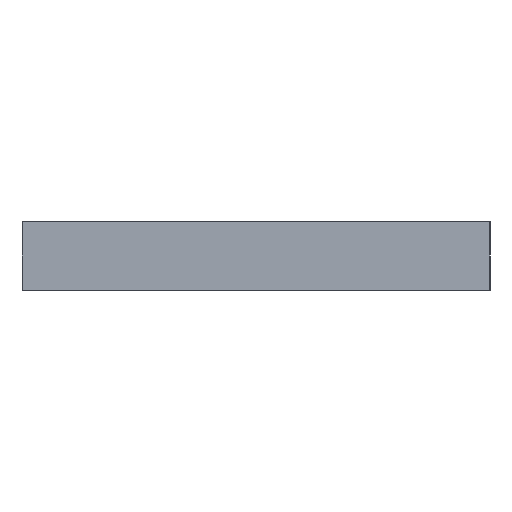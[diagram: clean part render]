
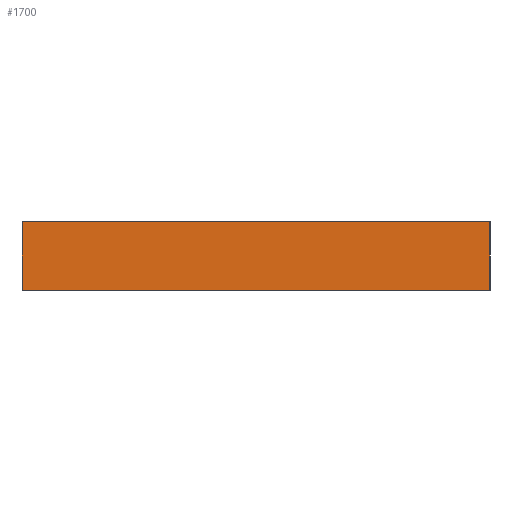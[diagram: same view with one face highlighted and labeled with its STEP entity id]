
A CAD part, left-side view. The second image highlights one B-rep face of the part: STEP entity #1700.
In plain terms, the highlighted planar face has unit normal (-1, 0, 0).
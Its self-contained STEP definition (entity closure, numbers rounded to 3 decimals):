
#120=CARTESIAN_POINT('',(-41.05,-18.55,-5.2));
#130=VERTEX_POINT('',#120);
#280=CARTESIAN_POINT('',(-41.05,18.55,-5.2));
#290=VERTEX_POINT('',#280);
#320=CARTESIAN_POINT('',(-41.05,-18.55,-5.2));
#330=DIRECTION('',(0.,1.,0.));
#340=VECTOR('',#330,1.);
#350=LINE('',#320,#340);
#360=EDGE_CURVE('',#130,#290,#350,.T.);
#860=CARTESIAN_POINT('',(-41.05,-18.55,0.2));
#870=VERTEX_POINT('',#860);
#970=CARTESIAN_POINT('',(-41.05,-18.55,0.));
#980=DIRECTION('',(0.,0.,-1.));
#990=VECTOR('',#980,1.);
#1000=LINE('',#970,#990);
#1010=EDGE_CURVE('',#870,#130,#1000,.T.);
#1390=CARTESIAN_POINT('',(-41.05,18.55,0.2));
#1400=VERTEX_POINT('',#1390);
#1430=CARTESIAN_POINT('',(-41.05,18.55,0.));
#1440=DIRECTION('',(0.,0.,-1.));
#1450=VECTOR('',#1440,1.);
#1460=LINE('',#1430,#1450);
#1470=EDGE_CURVE('',#1400,#290,#1460,.T.);
#1540=CARTESIAN_POINT('',(-41.05,-18.55,0.));
#1550=DIRECTION('',(1.,0.,0.));
#1560=DIRECTION('',(0.,-1.,0.));
#1570=AXIS2_PLACEMENT_3D('',#1540,#1550,#1560);
#1580=PLANE('',#1570);
#1590=CARTESIAN_POINT('',(-41.05,-18.55,0.2));
#1600=DIRECTION('',(0.,1.,0.));
#1610=VECTOR('',#1600,1.);
#1620=LINE('',#1590,#1610);
#1630=EDGE_CURVE('',#870,#1400,#1620,.T.);
#1640=ORIENTED_EDGE('',*,*,#1630,.T.);
#1650=ORIENTED_EDGE('',*,*,#1010,.F.);
#1660=ORIENTED_EDGE('',*,*,#360,.F.);
#1670=ORIENTED_EDGE('',*,*,#1470,.T.);
#1680=EDGE_LOOP('',(#1670,#1660,#1650,#1640));
#1690=FACE_OUTER_BOUND('',#1680,.T.);
#1700=ADVANCED_FACE('',(#1690),#1580,.F.);
